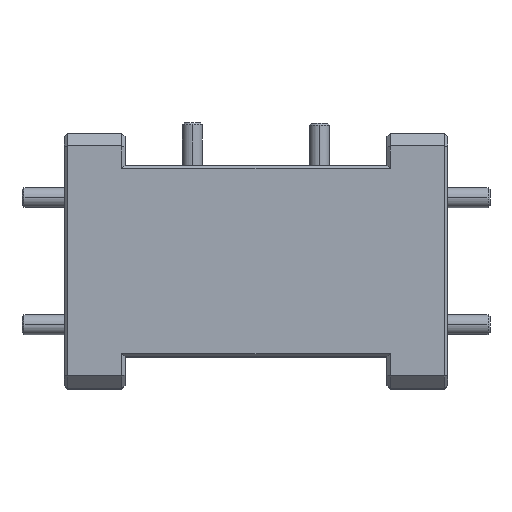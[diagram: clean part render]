
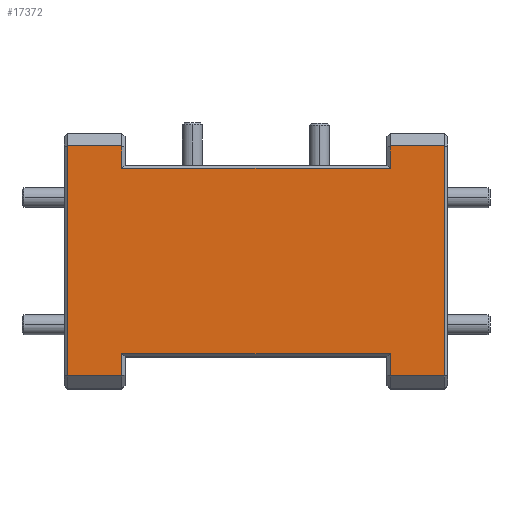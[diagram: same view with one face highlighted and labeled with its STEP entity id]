
A CAD part, top view. The second image highlights one B-rep face of the part: STEP entity #17372.
In plain terms, the highlighted planar face has unit normal (0, 0, 1).
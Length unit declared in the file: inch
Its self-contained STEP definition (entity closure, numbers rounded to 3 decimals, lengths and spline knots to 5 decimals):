
#352 = VERTEX_POINT ( 'NONE', #17346 ) ;
#442 = CARTESIAN_POINT ( 'NONE',  ( 1.06308, 1.23131, 1.30041 ) ) ;
#889 = DIRECTION ( 'NONE',  ( 0., 1., 0. ) ) ;
#893 = DIRECTION ( 'NONE',  ( -1., 0., 0. ) ) ;
#1041 = CARTESIAN_POINT ( 'NONE',  ( 1.06308, 1.19131, 1.30041 ) ) ;
#1089 = VECTOR ( 'NONE', #13380, 39.37008 ) ;
#1224 = VERTEX_POINT ( 'NONE', #1895 ) ;
#1895 = CARTESIAN_POINT ( 'NONE',  ( 0.05308, 0.47131, 1.30041 ) ) ;
#2135 = VERTEX_POINT ( 'NONE', #17846 ) ;
#2263 = CARTESIAN_POINT ( 'NONE',  ( 0.88308, 0.54131, 1.30041 ) ) ;
#2323 = CARTESIAN_POINT ( 'NONE',  ( 0.89308, 1.19131, 1.30041 ) ) ;
#2336 = VERTEX_POINT ( 'NONE', #10070 ) ;
#2365 = VECTOR ( 'NONE', #13389, 39.37008 ) ;
#2404 = EDGE_CURVE ( 'NONE', #5985, #11597, #3464, .T. ) ;
#2521 = EDGE_CURVE ( 'NONE', #352, #2336, #18088, .T. ) ;
#2524 = CARTESIAN_POINT ( 'NONE',  ( 0.89308, 1.12131, 1.30041 ) ) ;
#2604 = VERTEX_POINT ( 'NONE', #5274 ) ;
#2657 = ORIENTED_EDGE ( 'NONE', *, *, #4623, .T. ) ;
#2765 = VERTEX_POINT ( 'NONE', #14481 ) ;
#2922 = ORIENTED_EDGE ( 'NONE', *, *, #8952, .T. ) ;
#3283 = LINE ( 'NONE', #442, #3382 ) ;
#3382 = VECTOR ( 'NONE', #13214, 39.37008 ) ;
#3435 = EDGE_CURVE ( 'NONE', #2765, #1224, #15273, .T. ) ;
#3464 = LINE ( 'NONE', #2263, #2365 ) ;
#3555 = ORIENTED_EDGE ( 'NONE', *, *, #8248, .T. ) ;
#3602 = ORIENTED_EDGE ( 'NONE', *, *, #2404, .T. ) ;
#3688 = VECTOR ( 'NONE', #893, 39.37008 ) ;
#3689 = DIRECTION ( 'NONE',  ( -1., 0., 0. ) ) ;
#4016 = CARTESIAN_POINT ( 'NONE',  ( 0.05308, 0.54131, 1.30041 ) ) ;
#4090 = CARTESIAN_POINT ( 'NONE',  ( 0.89308, 1.23131, 1.30041 ) ) ;
#4165 = VERTEX_POINT ( 'NONE', #1041 ) ;
#4301 = FACE_OUTER_BOUND ( 'NONE', #17076, .T. ) ;
#4313 = LINE ( 'NONE', #10187, #6582 ) ;
#4414 = VECTOR ( 'NONE', #889, 39.37008 ) ;
#4623 = EDGE_CURVE ( 'NONE', #2135, #14676, #8793, .T. ) ;
#4659 = ORIENTED_EDGE ( 'NONE', *, *, #5512, .T. ) ;
#5019 = ORIENTED_EDGE ( 'NONE', *, *, #9178, .T. ) ;
#5174 = VECTOR ( 'NONE', #12410, 39.37008 ) ;
#5274 = CARTESIAN_POINT ( 'NONE',  ( -0.11692, 1.19131, 1.30041 ) ) ;
#5287 = CARTESIAN_POINT ( 'NONE',  ( 0.89308, 0.54131, 1.30041 ) ) ;
#5512 = EDGE_CURVE ( 'NONE', #11597, #2135, #16403, .T. ) ;
#5683 = ORIENTED_EDGE ( 'NONE', *, *, #2521, .T. ) ;
#5985 = VERTEX_POINT ( 'NONE', #4016 ) ;
#6217 = CARTESIAN_POINT ( 'NONE',  ( -0.12692, 0.47131, 1.30041 ) ) ;
#6294 = VERTEX_POINT ( 'NONE', #2524 ) ;
#6447 = DIRECTION ( 'NONE',  ( 0., -1., 0. ) ) ;
#6488 = LINE ( 'NONE', #4090, #7473 ) ;
#6582 = VECTOR ( 'NONE', #15832, 39.37008 ) ;
#6745 = VERTEX_POINT ( 'NONE', #2323 ) ;
#7246 = CARTESIAN_POINT ( 'NONE',  ( -0.12692, 1.12131, 1.30041 ) ) ;
#7450 = VECTOR ( 'NONE', #16939, 39.37008 ) ;
#7473 = VECTOR ( 'NONE', #17733, 39.37008 ) ;
#7591 = DIRECTION ( 'NONE',  ( 0., 0., -1. ) ) ;
#7869 = VECTOR ( 'NONE', #11831, 39.37008 ) ;
#7986 = CARTESIAN_POINT ( 'NONE',  ( -0.12692, 1.19131, 1.30041 ) ) ;
#8248 = EDGE_CURVE ( 'NONE', #4165, #6745, #10110, .T. ) ;
#8433 = EDGE_CURVE ( 'NONE', #6294, #352, #12685, .T. ) ;
#8468 = EDGE_CURVE ( 'NONE', #2604, #2765, #4313, .T. ) ;
#8517 = ORIENTED_EDGE ( 'NONE', *, *, #3435, .T. ) ;
#8793 = LINE ( 'NONE', #6217, #7869 ) ;
#8952 = EDGE_CURVE ( 'NONE', #14676, #4165, #3283, .T. ) ;
#9027 = EDGE_CURVE ( 'NONE', #2336, #2604, #11637, .T. ) ;
#9105 = CARTESIAN_POINT ( 'NONE',  ( 0.89308, 0.47131, 1.30041 ) ) ;
#9178 = EDGE_CURVE ( 'NONE', #6745, #6294, #6488, .T. ) ;
#9184 = ORIENTED_EDGE ( 'NONE', *, *, #8433, .T. ) ;
#9305 = CARTESIAN_POINT ( 'NONE',  ( 0.05308, 0.53131, 1.30041 ) ) ;
#9858 = AXIS2_PLACEMENT_3D ( 'NONE', #16001, #7591, #16092 ) ;
#10070 = CARTESIAN_POINT ( 'NONE',  ( 0.05308, 1.19131, 1.30041 ) ) ;
#10110 = LINE ( 'NONE', #7986, #10676 ) ;
#10187 = CARTESIAN_POINT ( 'NONE',  ( -0.11692, 1.23131, 1.30041 ) ) ;
#10647 = ORIENTED_EDGE ( 'NONE', *, *, #17945, .T. ) ;
#10676 = VECTOR ( 'NONE', #3689, 39.37008 ) ;
#10783 = LINE ( 'NONE', #9305, #1089 ) ;
#11394 = CARTESIAN_POINT ( 'NONE',  ( -0.12692, 0.47131, 1.30041 ) ) ;
#11597 = VERTEX_POINT ( 'NONE', #5287 ) ;
#11637 = LINE ( 'NONE', #17910, #3688 ) ;
#11831 = DIRECTION ( 'NONE',  ( 1., 0., 0. ) ) ;
#12410 = DIRECTION ( 'NONE',  ( 1., 0., 0. ) ) ;
#12685 = LINE ( 'NONE', #7246, #7450 ) ;
#13214 = DIRECTION ( 'NONE',  ( 0., 1., 0. ) ) ;
#13328 = ORIENTED_EDGE ( 'NONE', *, *, #8468, .T. ) ;
#13380 = DIRECTION ( 'NONE',  ( 0., 1., 0. ) ) ;
#13389 = DIRECTION ( 'NONE',  ( 1., 0., 0. ) ) ;
#13751 = CARTESIAN_POINT ( 'NONE',  ( 0.05308, 1.23131, 1.30041 ) ) ;
#14323 = ORIENTED_EDGE ( 'NONE', *, *, #9027, .T. ) ;
#14481 = CARTESIAN_POINT ( 'NONE',  ( -0.11692, 0.47131, 1.30041 ) ) ;
#14676 = VERTEX_POINT ( 'NONE', #16797 ) ;
#15273 = LINE ( 'NONE', #11394, #5174 ) ;
#15531 = PLANE ( 'NONE',  #9858 ) ;
#15832 = DIRECTION ( 'NONE',  ( 0., -1., 0. ) ) ;
#15840 = VECTOR ( 'NONE', #6447, 39.37008 ) ;
#16001 = CARTESIAN_POINT ( 'NONE',  ( -0.12692, 1.23131, 1.30041 ) ) ;
#16092 = DIRECTION ( 'NONE',  ( -1., 0., 0. ) ) ;
#16403 = LINE ( 'NONE', #9105, #15840 ) ;
#16797 = CARTESIAN_POINT ( 'NONE',  ( 1.06308, 0.47131, 1.30041 ) ) ;
#16939 = DIRECTION ( 'NONE',  ( -1., 0., 0. ) ) ;
#17076 = EDGE_LOOP ( 'NONE', ( #13328, #8517, #10647, #3602, #4659, #2657, #2922, #3555, #5019, #9184, #5683, #14323 ) ) ;
#17346 = CARTESIAN_POINT ( 'NONE',  ( 0.05308, 1.12131, 1.30041 ) ) ;
#17372 = ADVANCED_FACE ( 'NONE', ( #4301 ), #15531, .F. ) ;
#17733 = DIRECTION ( 'NONE',  ( 0., -1., 0. ) ) ;
#17846 = CARTESIAN_POINT ( 'NONE',  ( 0.89308, 0.47131, 1.30041 ) ) ;
#17910 = CARTESIAN_POINT ( 'NONE',  ( -0.12692, 1.19131, 1.30041 ) ) ;
#17945 = EDGE_CURVE ( 'NONE', #1224, #5985, #10783, .T. ) ;
#18088 = LINE ( 'NONE', #13751, #4414 ) ;
